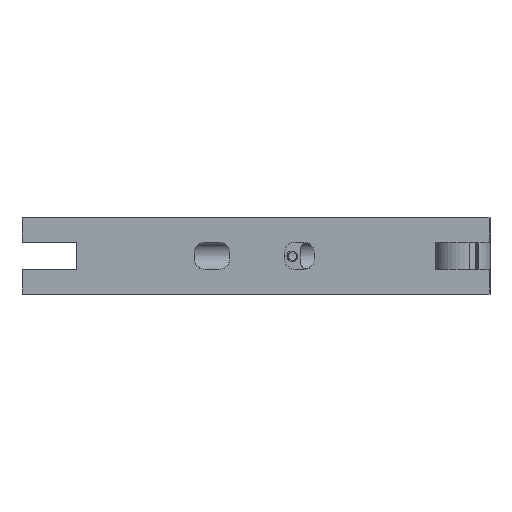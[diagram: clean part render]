
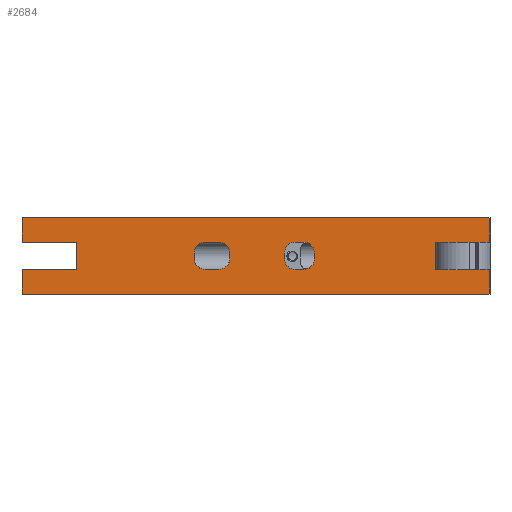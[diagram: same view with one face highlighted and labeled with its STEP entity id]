
A CAD part, top view. The second image highlights one B-rep face of the part: STEP entity #2684.
In plain terms, the highlighted planar face has unit normal (0, 0, 1).
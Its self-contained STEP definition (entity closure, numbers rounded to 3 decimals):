
#22=FACE_BOUND('',#384,.T.);
#23=FACE_BOUND('',#385,.T.);
#53=PLANE('',#2882);
#109=CIRCLE('',#2836,2.);
#112=CIRCLE('',#2841,2.);
#116=CIRCLE('',#2851,2.);
#118=CIRCLE('',#2855,2.);
#119=CIRCLE('',#2858,2.);
#123=CIRCLE('',#2865,2.);
#126=CIRCLE('',#2872,2.);
#128=CIRCLE('',#2877,2.);
#240=FACE_OUTER_BOUND('',#383,.T.);
#383=EDGE_LOOP('',(#2156,#2157,#2158,#2159,#2160,#2161,#2162,#2163,#2164,
#2165,#2166,#2167));
#384=EDGE_LOOP('',(#2168,#2169,#2170,#2171,#2172,#2173,#2174,#2175));
#385=EDGE_LOOP('',(#2176,#2177,#2178,#2179,#2180,#2181,#2182,#2183));
#664=LINE('',#5625,#870);
#672=LINE('',#5649,#878);
#673=LINE('',#5651,#879);
#686=LINE('',#5686,#892);
#690=LINE('',#5870,#896);
#693=LINE('',#5877,#899);
#697=LINE('',#5916,#903);
#704=LINE('',#6008,#910);
#705=LINE('',#6696,#911);
#706=LINE('',#6698,#912);
#707=LINE('',#6700,#913);
#708=LINE('',#6702,#914);
#709=LINE('',#6704,#915);
#710=LINE('',#6706,#916);
#711=LINE('',#6708,#917);
#712=LINE('',#6710,#918);
#713=LINE('',#6712,#919);
#714=LINE('',#6714,#920);
#715=LINE('',#6716,#921);
#716=LINE('',#6717,#922);
#870=VECTOR('',#3196,10.);
#878=VECTOR('',#3222,10.);
#879=VECTOR('',#3225,10.);
#892=VECTOR('',#3256,10.);
#896=VECTOR('',#3276,10.);
#899=VECTOR('',#3283,10.);
#903=VECTOR('',#3299,10.);
#910=VECTOR('',#3320,10.);
#911=VECTOR('',#3335,10.);
#912=VECTOR('',#3336,10.);
#913=VECTOR('',#3337,10.);
#914=VECTOR('',#3338,10.);
#915=VECTOR('',#3339,10.);
#916=VECTOR('',#3340,10.);
#917=VECTOR('',#3341,10.);
#918=VECTOR('',#3342,10.);
#919=VECTOR('',#3343,10.);
#920=VECTOR('',#3344,10.);
#921=VECTOR('',#3345,10.);
#922=VECTOR('',#3346,10.);
#1158=VERTEX_POINT('',#5622);
#1159=VERTEX_POINT('',#5624);
#1160=VERTEX_POINT('',#5629);
#1163=VERTEX_POINT('',#5639);
#1164=VERTEX_POINT('',#5641);
#1166=VERTEX_POINT('',#5647);
#1177=VERTEX_POINT('',#5678);
#1179=VERTEX_POINT('',#5684);
#1182=VERTEX_POINT('',#5851);
#1183=VERTEX_POINT('',#5853);
#1186=VERTEX_POINT('',#5869);
#1188=VERTEX_POINT('',#5875);
#1190=VERTEX_POINT('',#5881);
#1193=VERTEX_POINT('',#5915);
#1197=VERTEX_POINT('',#5999);
#1198=VERTEX_POINT('',#6006);
#1199=VERTEX_POINT('',#6694);
#1200=VERTEX_POINT('',#6695);
#1201=VERTEX_POINT('',#6697);
#1202=VERTEX_POINT('',#6699);
#1203=VERTEX_POINT('',#6701);
#1204=VERTEX_POINT('',#6703);
#1205=VERTEX_POINT('',#6705);
#1206=VERTEX_POINT('',#6707);
#1207=VERTEX_POINT('',#6709);
#1208=VERTEX_POINT('',#6711);
#1209=VERTEX_POINT('',#6713);
#1210=VERTEX_POINT('',#6715);
#1485=EDGE_CURVE('',#1159,#1158,#664,.T.);
#1489=EDGE_CURVE('',#1160,#1158,#109,.T.);
#1494=EDGE_CURVE('',#1163,#1164,#112,.T.);
#1498=EDGE_CURVE('',#1163,#1166,#672,.T.);
#1499=EDGE_CURVE('',#1160,#1164,#673,.T.);
#1513=EDGE_CURVE('',#1177,#1166,#116,.T.);
#1516=EDGE_CURVE('',#1177,#1179,#686,.T.);
#1518=EDGE_CURVE('',#1159,#1179,#118,.T.);
#1523=EDGE_CURVE('',#1182,#1183,#119,.T.);
#1528=EDGE_CURVE('',#1186,#1183,#690,.T.);
#1532=EDGE_CURVE('',#1182,#1188,#693,.T.);
#1534=EDGE_CURVE('',#1186,#1190,#123,.T.);
#1540=EDGE_CURVE('',#1193,#1190,#697,.T.);
#1549=EDGE_CURVE('',#1197,#1188,#126,.T.);
#1553=EDGE_CURVE('',#1197,#1198,#704,.T.);
#1555=EDGE_CURVE('',#1193,#1198,#128,.T.);
#1561=EDGE_CURVE('',#1199,#1200,#705,.T.);
#1562=EDGE_CURVE('',#1200,#1201,#706,.T.);
#1563=EDGE_CURVE('',#1201,#1202,#707,.T.);
#1564=EDGE_CURVE('',#1202,#1203,#708,.T.);
#1565=EDGE_CURVE('',#1204,#1203,#709,.T.);
#1566=EDGE_CURVE('',#1205,#1204,#710,.T.);
#1567=EDGE_CURVE('',#1205,#1206,#711,.T.);
#1568=EDGE_CURVE('',#1206,#1207,#712,.T.);
#1569=EDGE_CURVE('',#1207,#1208,#713,.T.);
#1570=EDGE_CURVE('',#1209,#1208,#714,.T.);
#1571=EDGE_CURVE('',#1210,#1209,#715,.T.);
#1572=EDGE_CURVE('',#1210,#1199,#716,.T.);
#2156=ORIENTED_EDGE('',*,*,#1561,.T.);
#2157=ORIENTED_EDGE('',*,*,#1562,.T.);
#2158=ORIENTED_EDGE('',*,*,#1563,.T.);
#2159=ORIENTED_EDGE('',*,*,#1564,.T.);
#2160=ORIENTED_EDGE('',*,*,#1565,.F.);
#2161=ORIENTED_EDGE('',*,*,#1566,.F.);
#2162=ORIENTED_EDGE('',*,*,#1567,.T.);
#2163=ORIENTED_EDGE('',*,*,#1568,.T.);
#2164=ORIENTED_EDGE('',*,*,#1569,.T.);
#2165=ORIENTED_EDGE('',*,*,#1570,.F.);
#2166=ORIENTED_EDGE('',*,*,#1571,.F.);
#2167=ORIENTED_EDGE('',*,*,#1572,.T.);
#2168=ORIENTED_EDGE('',*,*,#1485,.T.);
#2169=ORIENTED_EDGE('',*,*,#1489,.F.);
#2170=ORIENTED_EDGE('',*,*,#1499,.T.);
#2171=ORIENTED_EDGE('',*,*,#1494,.F.);
#2172=ORIENTED_EDGE('',*,*,#1498,.T.);
#2173=ORIENTED_EDGE('',*,*,#1513,.F.);
#2174=ORIENTED_EDGE('',*,*,#1516,.T.);
#2175=ORIENTED_EDGE('',*,*,#1518,.F.);
#2176=ORIENTED_EDGE('',*,*,#1532,.T.);
#2177=ORIENTED_EDGE('',*,*,#1549,.F.);
#2178=ORIENTED_EDGE('',*,*,#1553,.T.);
#2179=ORIENTED_EDGE('',*,*,#1555,.F.);
#2180=ORIENTED_EDGE('',*,*,#1540,.T.);
#2181=ORIENTED_EDGE('',*,*,#1534,.F.);
#2182=ORIENTED_EDGE('',*,*,#1528,.T.);
#2183=ORIENTED_EDGE('',*,*,#1523,.F.);
#2684=ADVANCED_FACE('',(#240,#22,#23),#53,.T.);
#2836=AXIS2_PLACEMENT_3D('',#5631,#3203,#3204);
#2841=AXIS2_PLACEMENT_3D('',#5642,#3215,#3216);
#2851=AXIS2_PLACEMENT_3D('',#5680,#3250,#3251);
#2855=AXIS2_PLACEMENT_3D('',#5689,#3261,#3262);
#2858=AXIS2_PLACEMENT_3D('',#5854,#3268,#3269);
#2865=AXIS2_PLACEMENT_3D('',#5882,#3288,#3289);
#2872=AXIS2_PLACEMENT_3D('',#6001,#3310,#3311);
#2877=AXIS2_PLACEMENT_3D('',#6020,#3323,#3324);
#2882=AXIS2_PLACEMENT_3D('',#6693,#3333,#3334);
#3196=DIRECTION('',(1.,0.,0.));
#3203=DIRECTION('center_axis',(0.,0.,1.));
#3204=DIRECTION('ref_axis',(0.707,0.707,0.));
#3215=DIRECTION('center_axis',(0.,0.,1.));
#3216=DIRECTION('ref_axis',(0.707,-0.707,0.));
#3222=DIRECTION('',(-1.,0.,0.));
#3225=DIRECTION('',(0.,-1.,0.));
#3250=DIRECTION('center_axis',(0.,0.,1.));
#3251=DIRECTION('ref_axis',(-0.707,-0.707,0.));
#3256=DIRECTION('',(0.,1.,0.));
#3261=DIRECTION('center_axis',(0.,0.,1.));
#3262=DIRECTION('ref_axis',(-0.707,0.707,0.));
#3268=DIRECTION('center_axis',(0.,0.,1.));
#3269=DIRECTION('ref_axis',(0.707,-0.707,0.));
#3276=DIRECTION('',(0.,-1.,0.));
#3283=DIRECTION('',(-1.,0.,0.));
#3288=DIRECTION('center_axis',(0.,0.,1.));
#3289=DIRECTION('ref_axis',(0.707,0.707,0.));
#3299=DIRECTION('',(1.,0.,0.));
#3310=DIRECTION('center_axis',(0.,0.,1.));
#3311=DIRECTION('ref_axis',(-0.707,-0.707,0.));
#3320=DIRECTION('',(0.,1.,0.));
#3323=DIRECTION('center_axis',(0.,0.,1.));
#3324=DIRECTION('ref_axis',(-0.707,0.707,0.));
#3333=DIRECTION('center_axis',(0.,0.,1.));
#3334=DIRECTION('ref_axis',(1.,0.,0.));
#3335=DIRECTION('',(-1.,0.,0.));
#3336=DIRECTION('',(0.,1.,0.));
#3337=DIRECTION('',(1.,0.,0.));
#3338=DIRECTION('',(0.,1.,0.));
#3339=DIRECTION('',(1.,0.,0.));
#3340=DIRECTION('',(0.,1.,0.));
#3341=DIRECTION('',(1.,0.,0.));
#3342=DIRECTION('',(0.,-1.,0.));
#3343=DIRECTION('',(-1.,0.,0.));
#3344=DIRECTION('',(0.,1.,0.));
#3345=DIRECTION('',(-1.,0.,0.));
#3346=DIRECTION('',(0.,1.,0.));
#5622=CARTESIAN_POINT('',(51.5,9.5,27.));
#5624=CARTESIAN_POINT('',(50.,9.5,27.));
#5625=CARTESIAN_POINT('',(24.5,9.5,27.));
#5629=CARTESIAN_POINT('',(53.5,7.5,27.));
#5631=CARTESIAN_POINT('Origin',(51.5,7.5,27.));
#5639=CARTESIAN_POINT('',(51.5,4.5,27.));
#5641=CARTESIAN_POINT('',(53.5,6.5,27.));
#5642=CARTESIAN_POINT('Origin',(51.5,6.5,27.));
#5647=CARTESIAN_POINT('',(50.,4.5,27.));
#5649=CARTESIAN_POINT('',(24.5,4.5,27.));
#5651=CARTESIAN_POINT('',(53.5,4.75,27.));
#5678=CARTESIAN_POINT('',(48.,6.5,27.));
#5680=CARTESIAN_POINT('Origin',(50.,6.5,27.));
#5684=CARTESIAN_POINT('',(48.,7.5,27.));
#5686=CARTESIAN_POINT('',(48.,2.25,27.));
#5689=CARTESIAN_POINT('Origin',(50.,7.5,27.));
#5851=CARTESIAN_POINT('',(36.,4.5,27.));
#5853=CARTESIAN_POINT('',(38.,6.5,27.));
#5854=CARTESIAN_POINT('Origin',(36.,6.5,27.));
#5869=CARTESIAN_POINT('',(38.,7.5,27.));
#5870=CARTESIAN_POINT('',(38.,4.75,27.));
#5875=CARTESIAN_POINT('',(33.5,4.5,27.));
#5877=CARTESIAN_POINT('',(16.,4.5,27.));
#5881=CARTESIAN_POINT('',(36.,9.5,27.));
#5882=CARTESIAN_POINT('Origin',(36.,7.5,27.));
#5915=CARTESIAN_POINT('',(33.5,9.5,27.));
#5916=CARTESIAN_POINT('',(16.,9.5,27.));
#5999=CARTESIAN_POINT('',(31.5,6.5,27.));
#6001=CARTESIAN_POINT('Origin',(33.5,6.5,27.));
#6006=CARTESIAN_POINT('',(31.5,7.5,27.));
#6008=CARTESIAN_POINT('',(31.5,2.25,27.));
#6020=CARTESIAN_POINT('Origin',(33.5,7.5,27.));
#6693=CARTESIAN_POINT('Origin',(0.,0.,27.));
#6694=CARTESIAN_POINT('',(85.6,4.5,27.));
#6695=CARTESIAN_POINT('',(75.6,4.5,27.));
#6696=CARTESIAN_POINT('',(37.8,4.5,27.));
#6697=CARTESIAN_POINT('',(75.6,9.5,27.));
#6698=CARTESIAN_POINT('',(75.6,4.75,27.));
#6699=CARTESIAN_POINT('',(85.6,9.5,27.));
#6700=CARTESIAN_POINT('',(42.8,9.5,27.));
#6701=CARTESIAN_POINT('',(85.6,14.,27.));
#6702=CARTESIAN_POINT('',(85.6,0.,27.));
#6703=CARTESIAN_POINT('',(0.,14.,27.));
#6704=CARTESIAN_POINT('',(85.6,14.,27.));
#6705=CARTESIAN_POINT('',(0.,9.5,27.));
#6706=CARTESIAN_POINT('',(0.,0.,27.));
#6707=CARTESIAN_POINT('',(10.,9.5,27.));
#6708=CARTESIAN_POINT('',(5.,9.5,27.));
#6709=CARTESIAN_POINT('',(10.,4.5,27.));
#6710=CARTESIAN_POINT('',(10.,2.25,27.));
#6711=CARTESIAN_POINT('',(0.,4.5,27.));
#6712=CARTESIAN_POINT('',(0.,4.5,27.));
#6713=CARTESIAN_POINT('',(0.,0.,27.));
#6714=CARTESIAN_POINT('',(0.,0.,27.));
#6715=CARTESIAN_POINT('',(85.6,0.,27.));
#6716=CARTESIAN_POINT('',(85.6,0.,27.));
#6717=CARTESIAN_POINT('',(85.6,0.,27.));
